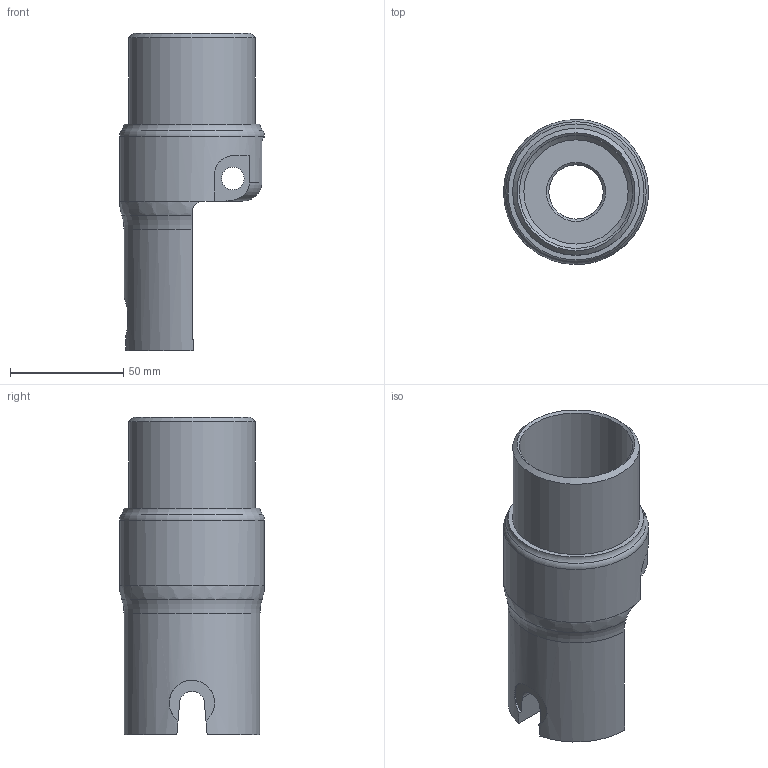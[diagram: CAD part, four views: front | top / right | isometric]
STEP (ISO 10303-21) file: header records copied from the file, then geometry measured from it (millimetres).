
FILE_DESCRIPTION(/* description */ ('Unknown'),/* implementation_level */ '2;1');
FILE_NAME(/* name */ 'SE Colonne de direction - Partie articulée usinée-ind12',/* time_stamp */ '2022-07-11T13:34:39+02:00',/* author */ ('Unknown'),/* organization */ ('Unknown'),/* preprocessor_version */ 'ST-DEVELOPER v16.7',/* originating_system */ 'Solid Edge',/* authorisation */ 'Unknown');
FILE_SCHEMA (('AUTOMOTIVE_DESIGN {1 0 10303 214 3 1 1}'));
Length unit declared in the file: millimetre
Products named in the file (1): SE Colonne de direction - Partie articulée usinée
Bounding box: 64 x 64 x 140 mm (x, y, z)
Volume: 161148.7 mm3; surface area: 40357.1 mm2
Topology: 1 solids, 1 shells, 68 faces, 185 edges, 119 vertices
Faces by surface type: plane 30, cylinder 24, torus 8, cone 6
Full cylindrical faces by diameter (mm): 4.917 x4, 10 x2, 24 x1, 50 x1, 56 x1, 64 x1
Entity records: 2566 total; most frequent: CARTESIAN_POINT 428, DIRECTION 348, ORIENTED_EDGE 318, EDGE_CURVE 159, AXIS2_PLACEMENT_3D 135, VERTEX_POINT 113, FACE_BOUND 94, EDGE_LOOP 92
